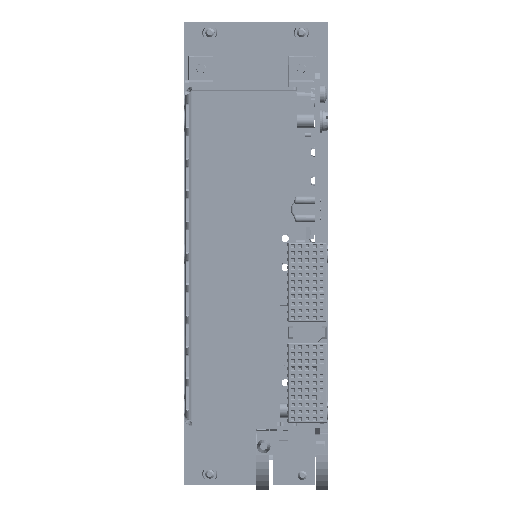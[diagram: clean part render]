
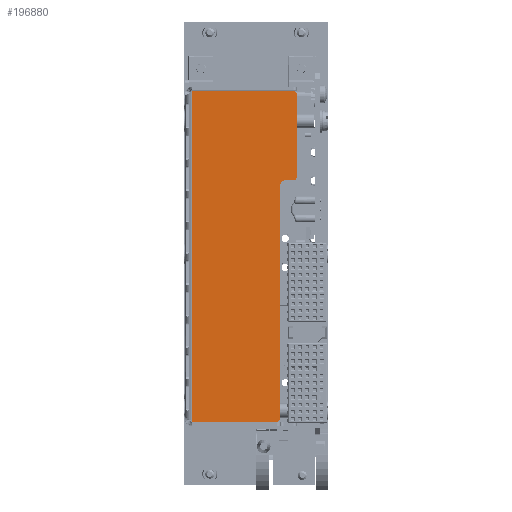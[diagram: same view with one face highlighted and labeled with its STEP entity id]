
A CAD part, top view. The second image highlights one B-rep face of the part: STEP entity #196880.
In plain terms, the highlighted planar face has unit normal (0, 0, 1).
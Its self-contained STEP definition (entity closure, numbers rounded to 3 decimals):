
#24175 = VERTEX_POINT ( 'NONE', #95087 ) ;
#24249 = VERTEX_POINT ( 'NONE', #95118 ) ;
#24261 = VERTEX_POINT ( 'NONE', #95122 ) ;
#24275 = VERTEX_POINT ( 'NONE', #95131 ) ;
#24283 = VERTEX_POINT ( 'NONE', #95135 ) ;
#24290 = VERTEX_POINT ( 'NONE', #95138 ) ;
#24297 = VERTEX_POINT ( 'NONE', #95140 ) ;
#24304 = VERTEX_POINT ( 'NONE', #95142 ) ;
#24308 = VERTEX_POINT ( 'NONE', #95143 ) ;
#24330 = VERTEX_POINT ( 'NONE', #95152 ) ;
#67953 = AXIS2_PLACEMENT_3D ( 'NONE', #131641, #131643, #131645 ) ;
#67960 = AXIS2_PLACEMENT_3D ( 'NONE', #131695, #131697, #131698 ) ;
#67962 = AXIS2_PLACEMENT_3D ( 'NONE', #131724, #131726, #131728 ) ;
#67968 = AXIS2_PLACEMENT_3D ( 'NONE', #131760, #131761, #131763 ) ;
#79531 = AXIS2_PLACEMENT_3D ( 'NONE', #97061, #97062, #97064 ) ;
#95087 = CARTESIAN_POINT ( 'NONE',  ( -33.053, 28.021, 174.367 ) ) ;
#95118 = CARTESIAN_POINT ( 'NONE',  ( -29.553, 53.95, 174.367 ) ) ;
#95122 = CARTESIAN_POINT ( 'NONE',  ( -28.553, 52.95, 174.367 ) ) ;
#95131 = CARTESIAN_POINT ( 'NONE',  ( -28.553, 30.021, 174.367 ) ) ;
#95135 = CARTESIAN_POINT ( 'NONE',  ( -29.553, 29.021, 174.367 ) ) ;
#95138 = CARTESIAN_POINT ( 'NONE',  ( -32.053, 29.021, 174.367 ) ) ;
#95140 = CARTESIAN_POINT ( 'NONE',  ( -57.553, -37.908, 174.367 ) ) ;
#95142 = CARTESIAN_POINT ( 'NONE',  ( -33.053, -36.908, 174.367 ) ) ;
#95143 = CARTESIAN_POINT ( 'NONE',  ( -34.053, -37.908, 174.367 ) ) ;
#95152 = CARTESIAN_POINT ( 'NONE',  ( -57.553, 53.95, 174.367 ) ) ;
#95257 = FACE_OUTER_BOUND ( 'NONE', #208540, .T. ) ;
#97051 = PLANE ( 'NONE',  #79531 ) ;
#97061 = CARTESIAN_POINT ( 'NONE',  ( -28.553, 54.021, 174.367 ) ) ;
#97062 = DIRECTION ( 'NONE',  ( 0., 0., -1. ) ) ;
#97064 = DIRECTION ( 'NONE',  ( -1., 0., 0. ) ) ;
#99305 = ORIENTED_EDGE ( 'NONE', *, *, #193121, .T. ) ;
#99316 = ORIENTED_EDGE ( 'NONE', *, *, #193091, .T. ) ;
#99324 = ORIENTED_EDGE ( 'NONE', *, *, #193100, .F. ) ;
#99337 = ORIENTED_EDGE ( 'NONE', *, *, #193072, .T. ) ;
#99345 = ORIENTED_EDGE ( 'NONE', *, *, #193062, .F. ) ;
#99358 = ORIENTED_EDGE ( 'NONE', *, *, #193049, .T. ) ;
#99366 = ORIENTED_EDGE ( 'NONE', *, *, #193038, .F. ) ;
#99379 = ORIENTED_EDGE ( 'NONE', *, *, #193016, .T. ) ;
#99387 = ORIENTED_EDGE ( 'NONE', *, *, #193129, .F. ) ;
#99399 = ORIENTED_EDGE ( 'NONE', *, *, #193133, .F. ) ;
#126101 = CIRCLE ( 'NONE', #67953, 1. ) ;
#126118 = LINE ( 'NONE', #131667, #126126 ) ;
#126126 = VECTOR ( 'NONE', #131664, 1000. ) ;
#126129 = CIRCLE ( 'NONE', #67960, 1. ) ;
#126146 = LINE ( 'NONE', #131700, #126155 ) ;
#126152 = CIRCLE ( 'NONE', #67962, 1. ) ;
#126155 = VECTOR ( 'NONE', #131706, 1000. ) ;
#126173 = CIRCLE ( 'NONE', #67968, 1. ) ;
#126185 = LINE ( 'NONE', #131732, #126192 ) ;
#126192 = VECTOR ( 'NONE', #131754, 1000. ) ;
#126206 = LINE ( 'NONE', #131781, #126219 ) ;
#126217 = LINE ( 'NONE', #131788, #126231 ) ;
#126219 = VECTOR ( 'NONE', #131795, 1000. ) ;
#126222 = LINE ( 'NONE', #131802, #126225 ) ;
#126225 = VECTOR ( 'NONE', #131807, 1000. ) ;
#126231 = VECTOR ( 'NONE', #131814, 1000. ) ;
#131641 = CARTESIAN_POINT ( 'NONE',  ( -29.553, 52.95, 174.367 ) ) ;
#131643 = DIRECTION ( 'NONE',  ( 0., 0., 1. ) ) ;
#131645 = DIRECTION ( 'NONE',  ( -1., 0., 0. ) ) ;
#131664 = DIRECTION ( 'NONE',  ( 0., -1., 0. ) ) ;
#131667 = CARTESIAN_POINT ( 'NONE',  ( -28.553, 54.021, 174.367 ) ) ;
#131695 = CARTESIAN_POINT ( 'NONE',  ( -29.553, 30.021, 174.367 ) ) ;
#131697 = DIRECTION ( 'NONE',  ( 0., 0., 1. ) ) ;
#131698 = DIRECTION ( 'NONE',  ( -1., 0., 0. ) ) ;
#131700 = CARTESIAN_POINT ( 'NONE',  ( -28.553, 29.021, 174.367 ) ) ;
#131706 = DIRECTION ( 'NONE',  ( -1., 0., 0. ) ) ;
#131724 = CARTESIAN_POINT ( 'NONE',  ( -32.053, 28.021, 174.367 ) ) ;
#131726 = DIRECTION ( 'NONE',  ( 0., 0., -1. ) ) ;
#131728 = DIRECTION ( 'NONE',  ( -1., 0., 0. ) ) ;
#131732 = CARTESIAN_POINT ( 'NONE',  ( -33.053, 29.021, 174.367 ) ) ;
#131754 = DIRECTION ( 'NONE',  ( 0., -1., 0. ) ) ;
#131760 = CARTESIAN_POINT ( 'NONE',  ( -34.053, -36.908, 174.367 ) ) ;
#131761 = DIRECTION ( 'NONE',  ( 0., 0., 1. ) ) ;
#131763 = DIRECTION ( 'NONE',  ( -1., 0., 0. ) ) ;
#131781 = CARTESIAN_POINT ( 'NONE',  ( -57.553, -37.908, 174.367 ) ) ;
#131788 = CARTESIAN_POINT ( 'NONE',  ( -57.553, 54.021, 174.367 ) ) ;
#131795 = DIRECTION ( 'NONE',  ( 1., 0., 0. ) ) ;
#131802 = CARTESIAN_POINT ( 'NONE',  ( -57.553, 53.95, 174.367 ) ) ;
#131807 = DIRECTION ( 'NONE',  ( 1., 0., 0. ) ) ;
#131814 = DIRECTION ( 'NONE',  ( 0., 1., 0. ) ) ;
#193016 = EDGE_CURVE ( 'NONE', #24261, #24249, #126101, .T. ) ;
#193038 = EDGE_CURVE ( 'NONE', #24261, #24275, #126118, .T. ) ;
#193049 = EDGE_CURVE ( 'NONE', #24283, #24275, #126129, .T. ) ;
#193062 = EDGE_CURVE ( 'NONE', #24283, #24290, #126146, .T. ) ;
#193072 = EDGE_CURVE ( 'NONE', #24175, #24290, #126152, .T. ) ;
#193091 = EDGE_CURVE ( 'NONE', #24308, #24304, #126173, .T. ) ;
#193100 = EDGE_CURVE ( 'NONE', #24175, #24304, #126185, .T. ) ;
#193121 = EDGE_CURVE ( 'NONE', #24297, #24308, #126206, .T. ) ;
#193129 = EDGE_CURVE ( 'NONE', #24330, #24249, #126222, .T. ) ;
#193133 = EDGE_CURVE ( 'NONE', #24297, #24330, #126217, .T. ) ;
#196880 = ADVANCED_FACE ( 'NONE', ( #95257 ), #97051, .F. ) ;
#208540 = EDGE_LOOP ( 'NONE', ( #99305, #99316, #99324, #99337, #99345, #99358, #99366, #99379, #99387, #99399 ) ) ;
